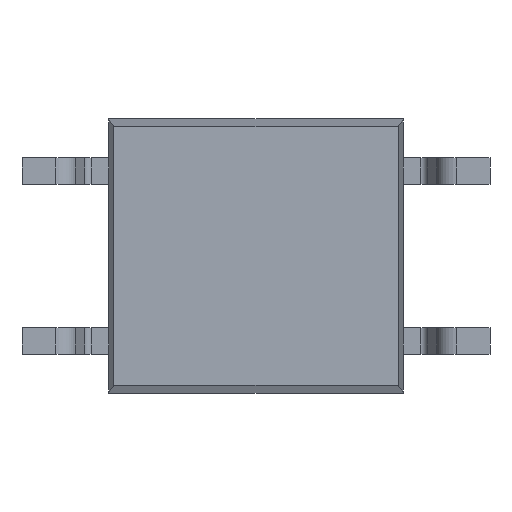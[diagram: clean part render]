
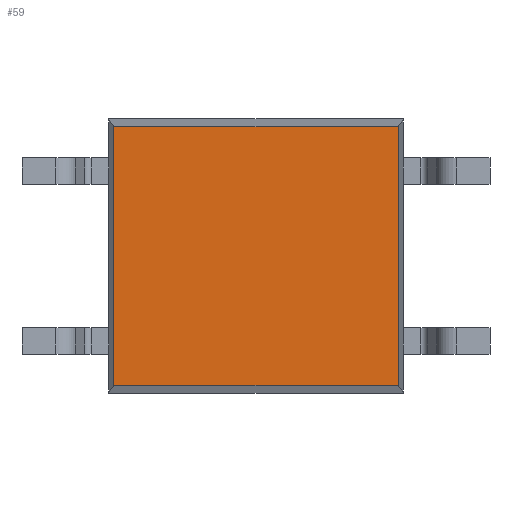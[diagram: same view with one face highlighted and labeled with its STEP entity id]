
A CAD part, front view. The second image highlights one B-rep face of the part: STEP entity #59.
In plain terms, the highlighted planar face has unit normal (0, -1, 0).
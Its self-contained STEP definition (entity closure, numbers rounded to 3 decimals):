
#59=ADVANCED_FACE('NONE',(#146),#147,.T.);
#146=FACE_OUTER_BOUND('',#293,.T.);
#147=PLANE('',#294);
#293=EDGE_LOOP('',(#545,#546,#547,#548));
#294=AXIS2_PLACEMENT_3D('',#549,#550,#551);
#545=ORIENTED_EDGE('',*,*,#1074,.T.);
#546=ORIENTED_EDGE('',*,*,#1078,.T.);
#547=ORIENTED_EDGE('',*,*,#1084,.T.);
#548=ORIENTED_EDGE('',*,*,#1086,.T.);
#549=CARTESIAN_POINT('',(2.2,-1.03,2.05));
#550=DIRECTION('',(0.0,-1.0,0.0));
#551=DIRECTION('',(0.0,0.0,-1.0));
#1074=EDGE_CURVE('NONE',#1323,#1321,#1324,.T.);
#1078=EDGE_CURVE('NONE',#1321,#1328,#1330,.T.);
#1084=EDGE_CURVE('NONE',#1328,#1336,#1338,.T.);
#1086=EDGE_CURVE('NONE',#1336,#1323,#1340,.T.);
#1321=VERTEX_POINT('NONE',#1673);
#1323=VERTEX_POINT('NONE',#1676);
#1324=LINE('',#1677,#1678);
#1328=VERTEX_POINT('NONE',#1684);
#1330=LINE('',#1687,#1688);
#1336=VERTEX_POINT('NONE',#1698);
#1338=LINE('',#1701,#1702);
#1340=LINE('',#1705,#1706);
#1673=CARTESIAN_POINT('',(2.127,-1.03,1.933));
#1676=CARTESIAN_POINT('',(2.127,-1.03,-1.933));
#1677=CARTESIAN_POINT('',(2.127,-1.03,2.05));
#1678=VECTOR('',#2050,1000.0);
#1684=CARTESIAN_POINT('',(-2.127,-1.03,1.933));
#1687=CARTESIAN_POINT('',(-2.2,-1.03,1.933));
#1688=VECTOR('',#2054,1000.0);
#1698=CARTESIAN_POINT('',(-2.127,-1.03,-1.933));
#1701=CARTESIAN_POINT('',(-2.127,-1.03,2.05));
#1702=VECTOR('',#2060,1000.0);
#1705=CARTESIAN_POINT('',(-2.2,-1.03,-1.933));
#1706=VECTOR('',#2062,1000.0);
#2050=DIRECTION('',(-0.0,-0.0,1.0));
#2054=DIRECTION('',(-1.0,-0.0,-0.0));
#2060=DIRECTION('',(0.,-0.0,-1.0));
#2062=DIRECTION('',(1.0,-0.0,-0.0));
